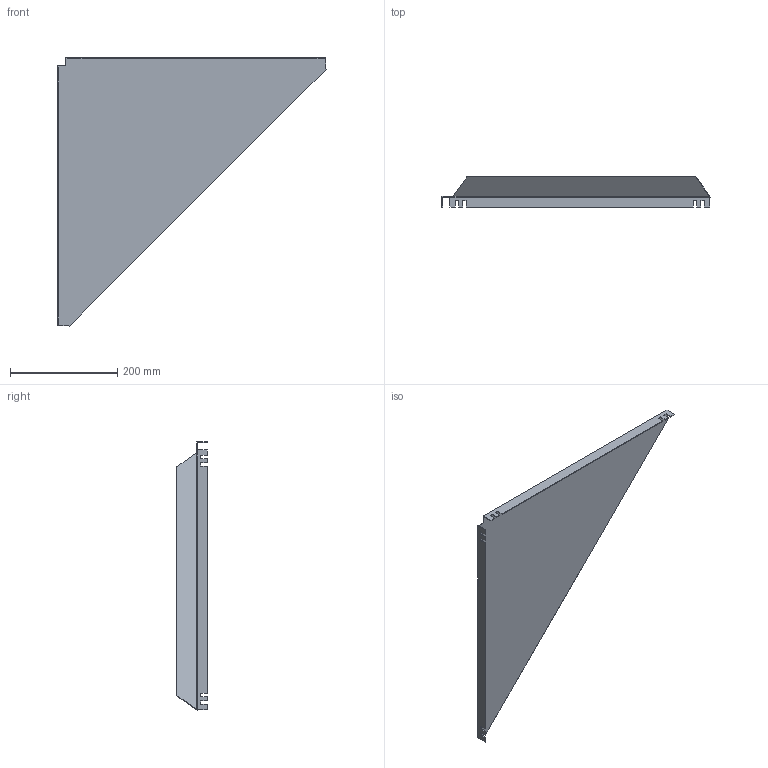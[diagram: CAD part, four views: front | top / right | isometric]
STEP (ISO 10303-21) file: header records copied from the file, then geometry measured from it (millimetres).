
FILE_DESCRIPTION (( 'STEP AP214' ), '1' );
FILE_NAME ('6221246.stp', '2017-03-27T07:09:31', ( '' ), ( '' ), 'SwSTEP 2.0', 'SolidWorks 2016', '' );
FILE_SCHEMA (( 'AUTOMOTIVE_DESIGN' ));
Length unit declared in the file: millimetre
Products named in the file (1): 6221246
Bounding box: 500.99 x 57.1 x 500.99 mm (x, y, z)
Volume: 264997.7 mm3; surface area: 356355.9 mm2
Topology: 1 solids, 1 shells, 59 faces, 171 edges, 114 vertices
Faces by surface type: plane 57, bspline 2
Entity records: 2027 total; most frequent: CARTESIAN_POINT 463, ORIENTED_EDGE 342, DIRECTION 275, EDGE_CURVE 171, VECTOR 159, LINE 159, VERTEX_POINT 114, FACE_OUTER_BOUND 59
